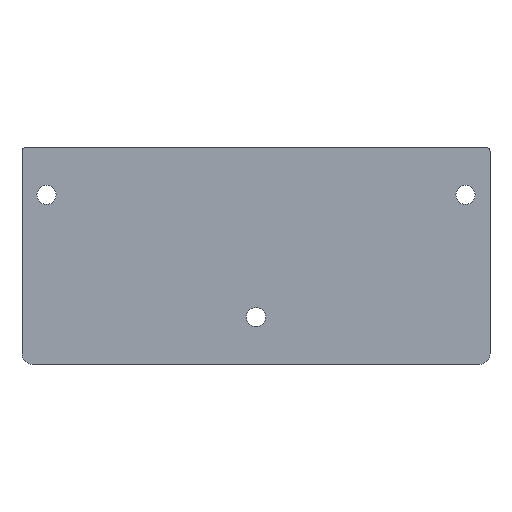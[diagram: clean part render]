
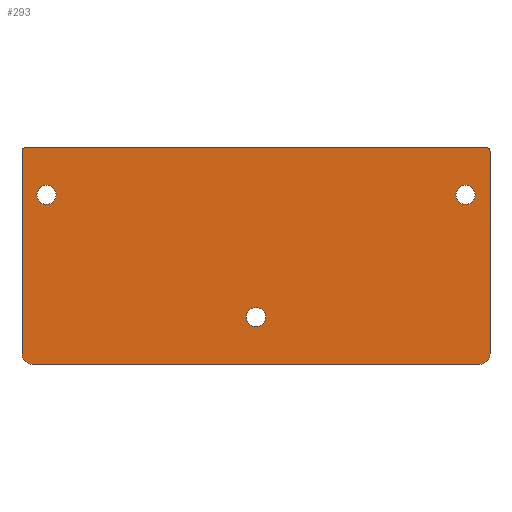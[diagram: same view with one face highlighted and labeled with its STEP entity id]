
A CAD part, left-side view. The second image highlights one B-rep face of the part: STEP entity #293.
In plain terms, the highlighted planar face has unit normal (-1, 0, 0).
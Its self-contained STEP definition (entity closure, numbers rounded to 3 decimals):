
#21=FACE_BOUND('',#65,.T.);
#22=FACE_BOUND('',#66,.T.);
#23=FACE_BOUND('',#67,.T.);
#29=PLANE('',#328);
#45=FACE_OUTER_BOUND('',#64,.T.);
#64=EDGE_LOOP('',(#260,#261,#262,#263,#264,#265,#266,#267));
#65=EDGE_LOOP('',(#268));
#66=EDGE_LOOP('',(#269));
#67=EDGE_LOOP('',(#270));
#72=LINE('',#434,#94);
#78=LINE('',#461,#100);
#86=LINE('',#488,#108);
#88=LINE('',#495,#110);
#94=VECTOR('',#343,10.);
#100=VECTOR('',#369,10.);
#108=VECTOR('',#403,10.);
#110=VECTOR('',#411,10.);
#113=CIRCLE('',#298,1.);
#120=CIRCLE('',#308,1.);
#122=CIRCLE('',#313,2.75);
#124=CIRCLE('',#317,2.75);
#126=CIRCLE('',#321,2.75);
#127=CIRCLE('',#324,3.);
#128=CIRCLE('',#327,3.);
#131=VERTEX_POINT('',#424);
#132=VERTEX_POINT('',#426);
#134=VERTEX_POINT('',#432);
#143=VERTEX_POINT('',#454);
#144=VERTEX_POINT('',#456);
#145=VERTEX_POINT('',#460);
#147=VERTEX_POINT('',#468);
#149=VERTEX_POINT('',#476);
#151=VERTEX_POINT('',#484);
#152=VERTEX_POINT('',#490);
#153=VERTEX_POINT('',#494);
#156=EDGE_CURVE('',#131,#132,#113,.T.);
#160=EDGE_CURVE('',#131,#134,#72,.T.);
#171=EDGE_CURVE('',#143,#144,#120,.T.);
#173=EDGE_CURVE('',#145,#144,#78,.T.);
#178=EDGE_CURVE('',#147,#147,#122,.T.);
#182=EDGE_CURVE('',#149,#149,#124,.T.);
#186=EDGE_CURVE('',#151,#151,#126,.T.);
#187=EDGE_CURVE('',#132,#143,#86,.T.);
#188=EDGE_CURVE('',#152,#145,#127,.T.);
#190=EDGE_CURVE('',#153,#152,#88,.T.);
#192=EDGE_CURVE('',#134,#153,#128,.T.);
#260=ORIENTED_EDGE('',*,*,#156,.F.);
#261=ORIENTED_EDGE('',*,*,#160,.T.);
#262=ORIENTED_EDGE('',*,*,#192,.T.);
#263=ORIENTED_EDGE('',*,*,#190,.T.);
#264=ORIENTED_EDGE('',*,*,#188,.T.);
#265=ORIENTED_EDGE('',*,*,#173,.T.);
#266=ORIENTED_EDGE('',*,*,#171,.F.);
#267=ORIENTED_EDGE('',*,*,#187,.F.);
#268=ORIENTED_EDGE('',*,*,#178,.F.);
#269=ORIENTED_EDGE('',*,*,#182,.F.);
#270=ORIENTED_EDGE('',*,*,#186,.F.);
#293=ADVANCED_FACE('',(#45,#21,#22,#23),#29,.T.);
#298=AXIS2_PLACEMENT_3D('',#427,#336,#337);
#308=AXIS2_PLACEMENT_3D('',#457,#364,#365);
#313=AXIS2_PLACEMENT_3D('',#470,#379,#380);
#317=AXIS2_PLACEMENT_3D('',#478,#389,#390);
#321=AXIS2_PLACEMENT_3D('',#486,#399,#400);
#324=AXIS2_PLACEMENT_3D('',#491,#406,#407);
#327=AXIS2_PLACEMENT_3D('',#498,#415,#416);
#328=AXIS2_PLACEMENT_3D('',#499,#417,#418);
#336=DIRECTION('center_axis',(1.,0.,0.));
#337=DIRECTION('ref_axis',(0.,0.707,0.707));
#343=DIRECTION('',(0.,0.,-1.));
#364=DIRECTION('center_axis',(1.,0.,0.));
#365=DIRECTION('ref_axis',(0.,-0.707,0.707));
#369=DIRECTION('',(0.,0.,1.));
#379=DIRECTION('center_axis',(-1.,0.,0.));
#380=DIRECTION('ref_axis',(0.,1.,0.));
#389=DIRECTION('center_axis',(-1.,0.,0.));
#390=DIRECTION('ref_axis',(0.,-1.,0.));
#399=DIRECTION('center_axis',(-1.,0.,0.));
#400=DIRECTION('ref_axis',(0.,-1.,0.));
#403=DIRECTION('',(0.,-1.,0.));
#406=DIRECTION('center_axis',(-1.,0.,0.));
#407=DIRECTION('ref_axis',(0.,0.,-1.));
#411=DIRECTION('',(0.,-1.,0.));
#415=DIRECTION('center_axis',(-1.,0.,0.));
#416=DIRECTION('ref_axis',(0.,1.,0.));
#417=DIRECTION('center_axis',(-1.,0.,0.));
#418=DIRECTION('ref_axis',(0.,-1.,0.));
#424=CARTESIAN_POINT('',(163.,66.95,59.));
#426=CARTESIAN_POINT('',(163.,65.95,60.));
#427=CARTESIAN_POINT('Origin',(163.,65.95,59.));
#432=CARTESIAN_POINT('',(163.,66.95,1.));
#434=CARTESIAN_POINT('',(163.,66.95,60.));
#454=CARTESIAN_POINT('',(163.,-65.95,60.));
#456=CARTESIAN_POINT('',(163.,-66.95,59.));
#457=CARTESIAN_POINT('Origin',(163.,-65.95,59.));
#460=CARTESIAN_POINT('',(163.,-66.95,1.));
#461=CARTESIAN_POINT('',(163.,-66.95,1.));
#468=CARTESIAN_POINT('',(163.,-62.7,46.5));
#470=CARTESIAN_POINT('Origin',(163.,-59.95,46.5));
#476=CARTESIAN_POINT('',(163.,62.7,46.5));
#478=CARTESIAN_POINT('Origin',(163.,59.95,46.5));
#484=CARTESIAN_POINT('',(163.,2.75,11.5));
#486=CARTESIAN_POINT('Origin',(163.,0.,11.5));
#488=CARTESIAN_POINT('',(163.,66.95,60.));
#490=CARTESIAN_POINT('',(163.,-63.95,-2.));
#491=CARTESIAN_POINT('Origin',(163.,-63.95,1.));
#494=CARTESIAN_POINT('',(163.,63.95,-2.));
#495=CARTESIAN_POINT('',(163.,63.95,-2.));
#498=CARTESIAN_POINT('Origin',(163.,63.95,1.));
#499=CARTESIAN_POINT('Origin',(163.,0.,29.));
